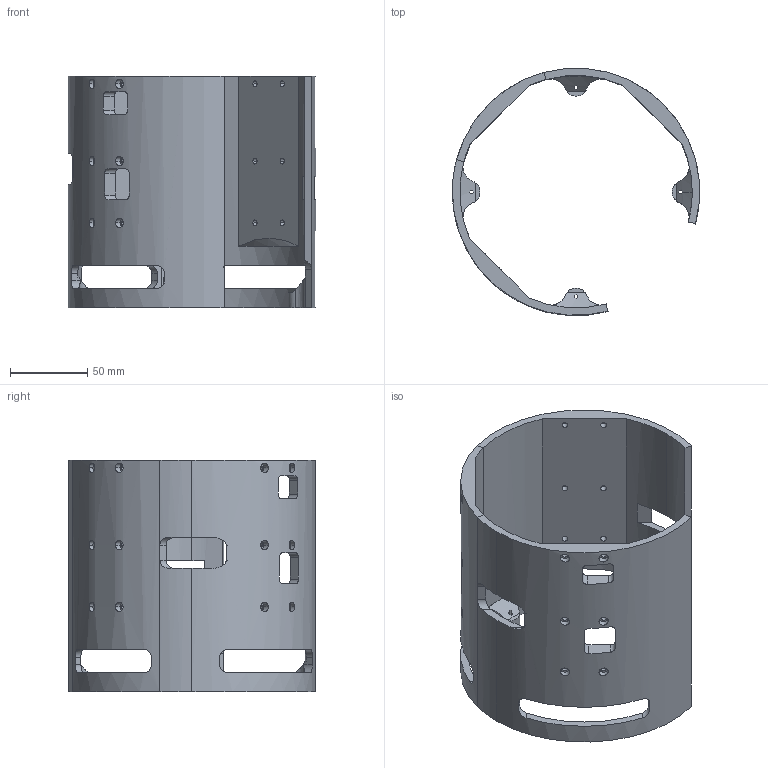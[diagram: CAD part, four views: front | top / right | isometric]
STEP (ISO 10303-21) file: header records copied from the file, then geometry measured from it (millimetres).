
FILE_DESCRIPTION (( 'STEP AP214' ), '1' );
FILE_NAME ('waist_to_mobile_ver2_1.STEP', '2024-12-27T02:44:48', ( '' ), ( '' ), 'SwSTEP 2.0', 'SolidWorks 2024', '' );
FILE_SCHEMA (( 'AUTOMOTIVE_DESIGN' ));
Length unit declared in the file: millimetre
Products named in the file (1): waist_to_mobile_ver2_1
Bounding box: 159.95 x 159.49 x 150 mm (x, y, z)
Volume: 331894 mm3; surface area: 128214 mm2
Topology: 3 solids, 3 shells, 223 faces, 605 edges, 401 vertices
Faces by surface type: cylinder 124, plane 91, cone 8
Entity records: 9080 total; most frequent: CARTESIAN_POINT 3365, ORIENTED_EDGE 1210, DIRECTION 1115, EDGE_CURVE 605, AXIS2_PLACEMENT_3D 421, VERTEX_POINT 401, EDGE_LOOP 294, VECTOR 273
